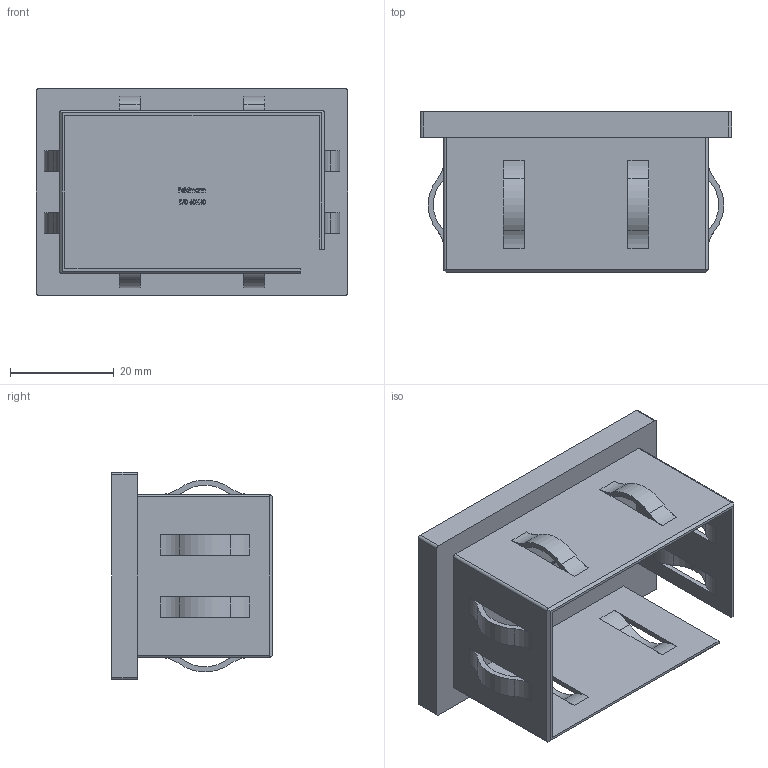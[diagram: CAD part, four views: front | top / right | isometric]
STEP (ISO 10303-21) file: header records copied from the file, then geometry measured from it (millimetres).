
FILE_DESCRIPTION (( 'STEP AP203' ), '1' );
FILE_NAME ('170-60X40.step', '2024-06-04T08:39:05', ( '' ), ( '' ), 'SwSTEP 2.0', 'SolidWorks 2018', '' );
FILE_SCHEMA (( 'CONFIG_CONTROL_DESIGN' ));
Length unit declared in the file: millimetre
Products named in the file (1): 170-60X40
Bounding box: 60 x 31 x 40 mm (x, y, z)
Volume: 15987.4 mm3; surface area: 14225.4 mm2
Topology: 1 solids, 1 shells, 315 faces, 877 edges, 574 vertices
Faces by surface type: plane 176, bspline 84, cylinder 55
Entity records: 15091 total; most frequent: CARTESIAN_POINT 7349, ORIENTED_EDGE 1754, DIRECTION 1306, EDGE_CURVE 877, VERTEX_POINT 574, VECTOR 564, LINE 564, AXIS2_PLACEMENT_3D 371
